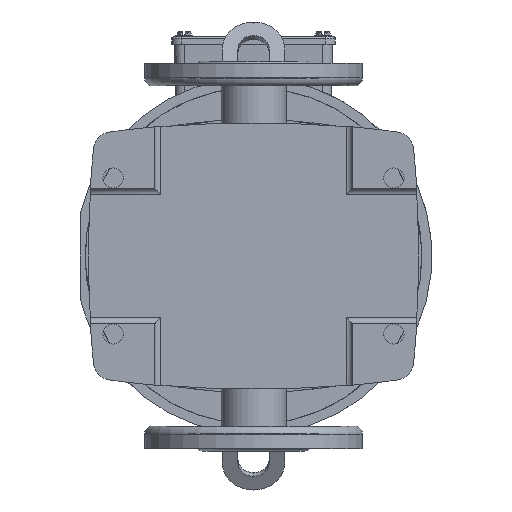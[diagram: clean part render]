
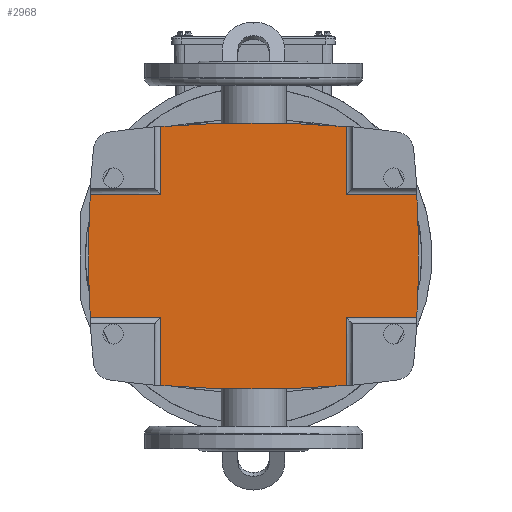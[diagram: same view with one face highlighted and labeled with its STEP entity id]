
A CAD part, front view. The second image highlights one B-rep face of the part: STEP entity #2968.
In plain terms, the highlighted planar face has unit normal (0, -1, 0).
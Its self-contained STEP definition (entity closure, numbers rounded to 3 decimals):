
#157 = EDGE_CURVE ( 'NONE', #50687, #73358, #4646, .T. ) ;
#2372 = EDGE_CURVE ( 'NONE', #59922, #68229, #13154, .T. ) ;
#2968 = ADVANCED_FACE ( 'NONE', ( #6644 ), #48524, .F. ) ;
#3284 = CARTESIAN_POINT ( 'NONE',  ( 4.905, 1.351, 24.019 ) ) ;
#4482 = CARTESIAN_POINT ( 'NONE',  ( 11.838, 1.351, 30.158 ) ) ;
#4646 = LINE ( 'NONE', #88351, #32062 ) ;
#5532 = VERTEX_POINT ( 'NONE', #73744 ) ;
#6323 = CARTESIAN_POINT ( 'NONE',  ( 7.165, 1.351, 30.158 ) ) ;
#6644 = FACE_OUTER_BOUND ( 'NONE', #18545, .T. ) ;
#7362 = VERTEX_POINT ( 'NONE', #85218 ) ;
#7995 = CARTESIAN_POINT ( 'NONE',  ( 11.838, 1.351, 30.158 ) ) ;
#8588 = DIRECTION ( 'NONE',  ( 0., 0., -1. ) ) ;
#8618 = VERTEX_POINT ( 'NONE', #70064 ) ;
#9339 = CARTESIAN_POINT ( 'NONE',  ( 7.165, 1.351, 24.019 ) ) ;
#10712 = ORIENTED_EDGE ( 'NONE', *, *, #84211, .T. ) ;
#11818 = ORIENTED_EDGE ( 'NONE', *, *, #85464, .T. ) ;
#11888 = VERTEX_POINT ( 'NONE', #63660 ) ;
#12462 = ORIENTED_EDGE ( 'NONE', *, *, #90223, .F. ) ;
#12543 = EDGE_CURVE ( 'NONE', #36782, #7362, #82498, .T. ) ;
#13154 = CIRCLE ( 'NONE', #50142, 27.265 ) ;
#13799 = LINE ( 'NONE', #16599, #14925 ) ;
#14152 = AXIS2_PLACEMENT_3D ( 'NONE', #23000, #22106, #36779 ) ;
#14281 = DIRECTION ( 'NONE',  ( 1., 0., 0. ) ) ;
#14595 = EDGE_CURVE ( 'NONE', #63783, #34447, #42670, .T. ) ;
#14925 = VECTOR ( 'NONE', #45397, 39.37 ) ;
#16599 = CARTESIAN_POINT ( 'NONE',  ( 4.905, 1.351, 27.104 ) ) ;
#17689 = DIRECTION ( 'NONE',  ( 0., -1., 0. ) ) ;
#17802 = VERTEX_POINT ( 'NONE', #89610 ) ;
#18537 = LINE ( 'NONE', #42438, #76784 ) ;
#18545 = EDGE_LOOP ( 'NONE', ( #31426, #30631, #66277, #87566, #89798, #12462, #86682, #81231, #10712, #50993, #33163, #51142, #11818, #70571 ) ) ;
#20418 = CARTESIAN_POINT ( 'NONE',  ( 7.165, 1.351, 27.104 ) ) ;
#20594 = DIRECTION ( 'NONE',  ( 0., 1., 0. ) ) ;
#22106 = DIRECTION ( 'NONE',  ( 0., -1., 0. ) ) ;
#23000 = CARTESIAN_POINT ( 'NONE',  ( 9.502, 1.351, 2.458 ) ) ;
#23001 = DIRECTION ( 'NONE',  ( 1., 0., 0. ) ) ;
#23184 = VERTEX_POINT ( 'NONE', #29469 ) ;
#23892 = DIRECTION ( 'NONE',  ( 1., 0., 0. ) ) ;
#24419 = DIRECTION ( 'NONE',  ( 1., 0., 0. ) ) ;
#24874 = AXIS2_PLACEMENT_3D ( 'NONE', #70057, #20594, #41773 ) ;
#25996 = EDGE_CURVE ( 'NONE', #17802, #68229, #13799, .T. ) ;
#26170 = VECTOR ( 'NONE', #90169, 39.37 ) ;
#26868 = CARTESIAN_POINT ( 'NONE',  ( 4.905, 1.351, 27.104 ) ) ;
#28961 = EDGE_CURVE ( 'NONE', #50687, #5532, #37594, .T. ) ;
#29469 = CARTESIAN_POINT ( 'NONE',  ( 11.838, 1.351, 24.019 ) ) ;
#29943 = DIRECTION ( 'NONE',  ( 0., 1., 0. ) ) ;
#30218 = EDGE_CURVE ( 'NONE', #42959, #8618, #50584, .T. ) ;
#30631 = ORIENTED_EDGE ( 'NONE', *, *, #51407, .F. ) ;
#31426 = ORIENTED_EDGE ( 'NONE', *, *, #25996, .F. ) ;
#32062 = VECTOR ( 'NONE', #74266, 39.37 ) ;
#32605 = VECTOR ( 'NONE', #88902, 39.37 ) ;
#33163 = ORIENTED_EDGE ( 'NONE', *, *, #42715, .F. ) ;
#33249 = EDGE_CURVE ( 'NONE', #7362, #34447, #64211, .T. ) ;
#33886 = LINE ( 'NONE', #4482, #32605 ) ;
#34447 = VERTEX_POINT ( 'NONE', #20418 ) ;
#36652 = CARTESIAN_POINT ( 'NONE',  ( 13.664, 1.351, 25.561 ) ) ;
#36779 = DIRECTION ( 'NONE',  ( 1., 0., 0. ) ) ;
#36782 = VERTEX_POINT ( 'NONE', #58996 ) ;
#37594 = CIRCLE ( 'NONE', #70092, 27.265 ) ;
#38510 = CARTESIAN_POINT ( 'NONE',  ( -13.601, 1.351, 25.561 ) ) ;
#39430 = CARTESIAN_POINT ( 'NONE',  ( 13.621, 1.351, 27.104 ) ) ;
#41773 = DIRECTION ( 'NONE',  ( 1., 0., 0. ) ) ;
#42171 = DIRECTION ( 'NONE',  ( 0., 1., 0. ) ) ;
#42438 = CARTESIAN_POINT ( 'NONE',  ( 7.165, 1.351, 30.158 ) ) ;
#42670 = LINE ( 'NONE', #26868, #26170 ) ;
#42715 = EDGE_CURVE ( 'NONE', #23184, #42959, #33886, .T. ) ;
#42959 = VERTEX_POINT ( 'NONE', #58650 ) ;
#43101 = CARTESIAN_POINT ( 'NONE',  ( 32.604, 1.351, 25.561 ) ) ;
#45397 = DIRECTION ( 'NONE',  ( 1., 0., 0. ) ) ;
#46815 = CARTESIAN_POINT ( 'NONE',  ( 5.382, 1.351, 27.104 ) ) ;
#46961 = CIRCLE ( 'NONE', #88072, 27.265 ) ;
#48524 = PLANE ( 'NONE',  #24874 ) ;
#49436 = VECTOR ( 'NONE', #8588, 39.37 ) ;
#50142 = AXIS2_PLACEMENT_3D ( 'NONE', #38510, #17689, #24419 ) ;
#50584 = CIRCLE ( 'NONE', #74410, 26.471 ) ;
#50687 = VERTEX_POINT ( 'NONE', #86351 ) ;
#50993 = ORIENTED_EDGE ( 'NONE', *, *, #30218, .F. ) ;
#51142 = ORIENTED_EDGE ( 'NONE', *, *, #82845, .T. ) ;
#51407 = EDGE_CURVE ( 'NONE', #36782, #17802, #81363, .T. ) ;
#57612 = DIRECTION ( 'NONE',  ( 1., 0., 0. ) ) ;
#58606 = CARTESIAN_POINT ( 'NONE',  ( 32.604, 1.351, 25.561 ) ) ;
#58650 = CARTESIAN_POINT ( 'NONE',  ( 11.838, 1.351, 22.297 ) ) ;
#58996 = CARTESIAN_POINT ( 'NONE',  ( 11.838, 1.351, 28.826 ) ) ;
#59922 = VERTEX_POINT ( 'NONE', #36652 ) ;
#63660 = CARTESIAN_POINT ( 'NONE',  ( 13.621, 1.351, 24.019 ) ) ;
#63783 = VERTEX_POINT ( 'NONE', #46815 ) ;
#64211 = LINE ( 'NONE', #6323, #75249 ) ;
#64765 = CARTESIAN_POINT ( 'NONE',  ( -13.601, 1.351, 25.561 ) ) ;
#64791 = VECTOR ( 'NONE', #73635, 39.37 ) ;
#65383 = DIRECTION ( 'NONE',  ( 0., 1., 0. ) ) ;
#66277 = ORIENTED_EDGE ( 'NONE', *, *, #12543, .T. ) ;
#68229 = VERTEX_POINT ( 'NONE', #39430 ) ;
#68872 = AXIS2_PLACEMENT_3D ( 'NONE', #43101, #42171, #14281 ) ;
#70057 = CARTESIAN_POINT ( 'NONE',  ( 4.905, 1.351, 27.104 ) ) ;
#70064 = CARTESIAN_POINT ( 'NONE',  ( 7.165, 1.351, 22.297 ) ) ;
#70092 = AXIS2_PLACEMENT_3D ( 'NONE', #58606, #65383, #23892 ) ;
#70571 = ORIENTED_EDGE ( 'NONE', *, *, #2372, .T. ) ;
#73358 = VERTEX_POINT ( 'NONE', #9339 ) ;
#73635 = DIRECTION ( 'NONE',  ( 1., 0., 0. ) ) ;
#73744 = CARTESIAN_POINT ( 'NONE',  ( 5.339, 1.351, 25.561 ) ) ;
#74266 = DIRECTION ( 'NONE',  ( 1., 0., 0. ) ) ;
#74410 = AXIS2_PLACEMENT_3D ( 'NONE', #86494, #29943, #57612 ) ;
#75249 = VECTOR ( 'NONE', #86737, 39.37 ) ;
#76784 = VECTOR ( 'NONE', #85759, 39.37 ) ;
#78607 = DIRECTION ( 'NONE',  ( 0., -1., 0. ) ) ;
#81231 = ORIENTED_EDGE ( 'NONE', *, *, #157, .T. ) ;
#81363 = LINE ( 'NONE', #7995, #49436 ) ;
#82498 = CIRCLE ( 'NONE', #14152, 26.471 ) ;
#82845 = EDGE_CURVE ( 'NONE', #23184, #11888, #87850, .T. ) ;
#84211 = EDGE_CURVE ( 'NONE', #73358, #8618, #18537, .T. ) ;
#85218 = CARTESIAN_POINT ( 'NONE',  ( 7.165, 1.351, 28.826 ) ) ;
#85464 = EDGE_CURVE ( 'NONE', #11888, #59922, #46961, .T. ) ;
#85759 = DIRECTION ( 'NONE',  ( 0., 0., -1. ) ) ;
#86351 = CARTESIAN_POINT ( 'NONE',  ( 5.382, 1.351, 24.019 ) ) ;
#86494 = CARTESIAN_POINT ( 'NONE',  ( 9.502, 1.351, 48.664 ) ) ;
#86682 = ORIENTED_EDGE ( 'NONE', *, *, #28961, .F. ) ;
#86737 = DIRECTION ( 'NONE',  ( 0., 0., -1. ) ) ;
#87566 = ORIENTED_EDGE ( 'NONE', *, *, #33249, .T. ) ;
#87850 = LINE ( 'NONE', #3284, #64791 ) ;
#88072 = AXIS2_PLACEMENT_3D ( 'NONE', #64765, #78607, #23001 ) ;
#88351 = CARTESIAN_POINT ( 'NONE',  ( 4.905, 1.351, 24.019 ) ) ;
#88902 = DIRECTION ( 'NONE',  ( 0., 0., -1. ) ) ;
#89610 = CARTESIAN_POINT ( 'NONE',  ( 11.838, 1.351, 27.104 ) ) ;
#89798 = ORIENTED_EDGE ( 'NONE', *, *, #14595, .F. ) ;
#90169 = DIRECTION ( 'NONE',  ( 1., 0., 0. ) ) ;
#90223 = EDGE_CURVE ( 'NONE', #5532, #63783, #90872, .T. ) ;
#90872 = CIRCLE ( 'NONE', #68872, 27.265 ) ;
